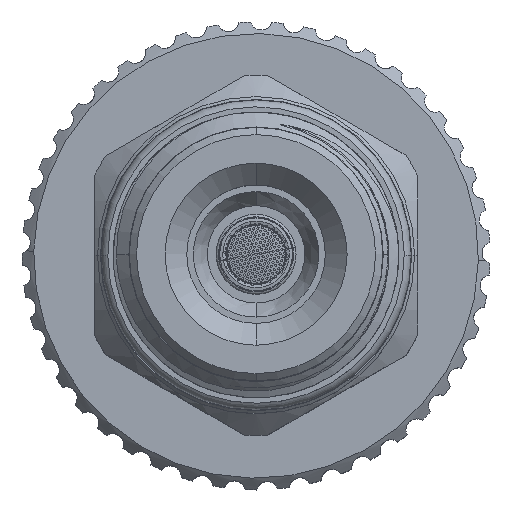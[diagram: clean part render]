
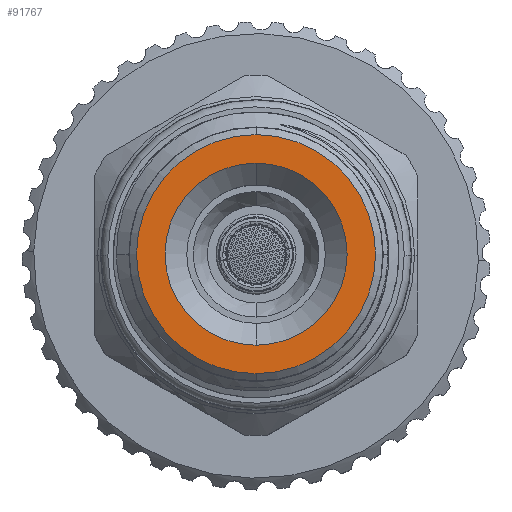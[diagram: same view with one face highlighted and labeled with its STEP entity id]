
A CAD part, top view. The second image highlights one B-rep face of the part: STEP entity #91767.
In plain terms, the highlighted planar face has unit normal (0, 0, 1).
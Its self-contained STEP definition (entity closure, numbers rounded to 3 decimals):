
#3692 = CIRCLE ( 'NONE', #21534, 8.225 ) ;
#3701 = CIRCLE ( 'NONE', #21536, 6.265 ) ;
#9085 = CARTESIAN_POINT ( 'NONE',  ( 0.301, 0., 45.202 ) ) ;
#10283 = PLANE ( 'NONE',  #24381 ) ;
#10287 = DIRECTION ( 'NONE',  ( 0., 0., -1. ) ) ;
#10289 = DIRECTION ( 'NONE',  ( 0., -1., 0. ) ) ;
#21534 = AXIS2_PLACEMENT_3D ( 'NONE', #31486, #31487, #31488 ) ;
#21536 = AXIS2_PLACEMENT_3D ( 'NONE', #31494, #31495, #31496 ) ;
#21769 = AXIS2_PLACEMENT_3D ( 'NONE', #47224, #47225, #47226 ) ;
#21770 = AXIS2_PLACEMENT_3D ( 'NONE', #47227, #47228, #47229 ) ;
#24381 = AXIS2_PLACEMENT_3D ( 'NONE', #9085, #10287, #10289 ) ;
#31486 = CARTESIAN_POINT ( 'NONE',  ( 0.301, 0., 45.202 ) ) ;
#31487 = DIRECTION ( 'NONE',  ( 0., 0., 1. ) ) ;
#31488 = DIRECTION ( 'NONE',  ( 0., -1., 0. ) ) ;
#31494 = CARTESIAN_POINT ( 'NONE',  ( 0.301, 0., 45.202 ) ) ;
#31495 = DIRECTION ( 'NONE',  ( 0., 0., 1. ) ) ;
#31496 = DIRECTION ( 'NONE',  ( 0., 1., 0. ) ) ;
#36381 = CIRCLE ( 'NONE', #21769, 6.265 ) ;
#36383 = CIRCLE ( 'NONE', #21770, 8.225 ) ;
#47224 = CARTESIAN_POINT ( 'NONE',  ( 0.301, 0., 45.202 ) ) ;
#47225 = DIRECTION ( 'NONE',  ( 0., 0., 1. ) ) ;
#47226 = DIRECTION ( 'NONE',  ( 0., 1., 0. ) ) ;
#47227 = CARTESIAN_POINT ( 'NONE',  ( 0.301, 0., 45.202 ) ) ;
#47228 = DIRECTION ( 'NONE',  ( 0., 0., 1. ) ) ;
#47229 = DIRECTION ( 'NONE',  ( 0., -1., 0. ) ) ;
#53772 = CARTESIAN_POINT ( 'NONE',  ( 0.301, 6.265, 45.202 ) ) ;
#53790 = CARTESIAN_POINT ( 'NONE',  ( 0.301, -8.225, 45.202 ) ) ;
#53791 = CARTESIAN_POINT ( 'NONE',  ( 0.301, 8.225, 45.202 ) ) ;
#53802 = CARTESIAN_POINT ( 'NONE',  ( 0.301, -6.265, 45.202 ) ) ;
#64925 = EDGE_CURVE ( 'NONE', #75956, #75954, #3692, .T. ) ;
#64935 = EDGE_CURVE ( 'NONE', #75980, #75917, #3701, .T. ) ;
#65687 = EDGE_CURVE ( 'NONE', #75917, #75980, #36381, .T. ) ;
#65688 = EDGE_CURVE ( 'NONE', #75954, #75956, #36383, .T. ) ;
#75917 = VERTEX_POINT ( 'NONE', #53772 ) ;
#75954 = VERTEX_POINT ( 'NONE', #53790 ) ;
#75956 = VERTEX_POINT ( 'NONE', #53791 ) ;
#75980 = VERTEX_POINT ( 'NONE', #53802 ) ;
#86656 = ORIENTED_EDGE ( 'NONE', *, *, #65688, .T. ) ;
#86657 = ORIENTED_EDGE ( 'NONE', *, *, #64925, .T. ) ;
#86658 = ORIENTED_EDGE ( 'NONE', *, *, #65687, .F. ) ;
#86659 = ORIENTED_EDGE ( 'NONE', *, *, #64935, .F. ) ;
#91767 = ADVANCED_FACE ( 'NONE', ( #92907, #92903 ), #10283, .F. ) ;
#92903 = FACE_BOUND ( 'NONE', #95193, .T. ) ;
#92907 = FACE_OUTER_BOUND ( 'NONE', #95101, .T. ) ;
#95101 = EDGE_LOOP ( 'NONE', ( #86656, #86657 ) ) ;
#95193 = EDGE_LOOP ( 'NONE', ( #86658, #86659 ) ) ;
